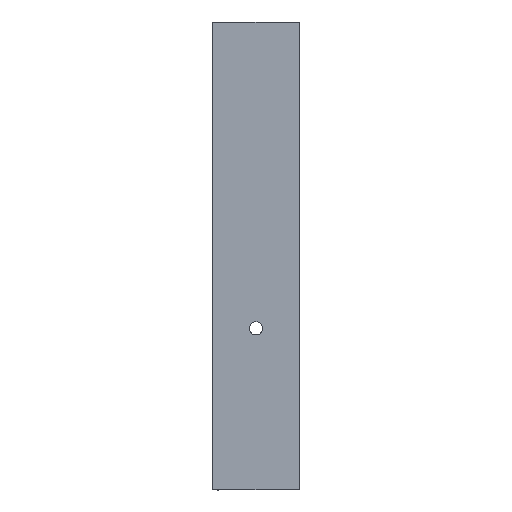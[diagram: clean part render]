
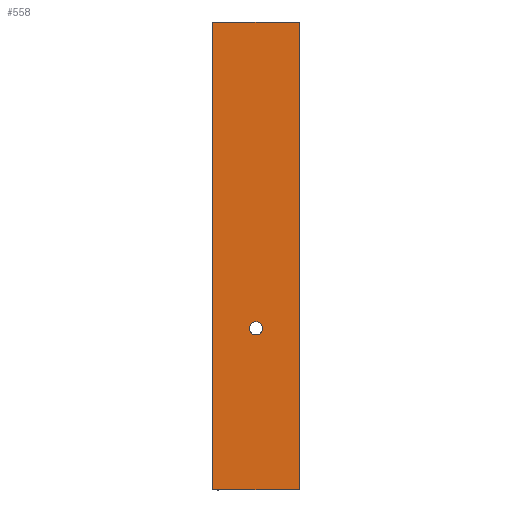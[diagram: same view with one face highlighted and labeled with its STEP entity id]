
A CAD part, front view. The second image highlights one B-rep face of the part: STEP entity #558.
In plain terms, the highlighted free-form (B-spline) face has degree [1, 1] with [2, 2] control points.
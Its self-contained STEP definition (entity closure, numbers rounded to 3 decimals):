
#63 = VERTEX_POINT('',#64);
#64 = CARTESIAN_POINT('',(0.,0.,-930.023));
#82 = VERTEX_POINT('',#83);
#83 = CARTESIAN_POINT('',(0.,0.,-970.947));
#88 = EDGE_CURVE('',#82,#63,#89,.T.);
#89 = ( BOUNDED_CURVE() B_SPLINE_CURVE(2,(#90,#91,#92,#93,#94),
.UNSPECIFIED.,.F.,.F.) B_SPLINE_CURVE_WITH_KNOTS((3,2,3),(3.142,
4.712,6.283),.PIECEWISE_BEZIER_KNOTS.) CURVE() 
GEOMETRIC_REPRESENTATION_ITEM() RATIONAL_B_SPLINE_CURVE((1.,
0.707,1.,0.707,1.)) REPRESENTATION_ITEM('') );
#90 = CARTESIAN_POINT('',(0.,0.,-970.947));
#91 = CARTESIAN_POINT('',(-20.462,0.,-970.947));
#92 = CARTESIAN_POINT('',(-20.462,0.,-950.485));
#93 = CARTESIAN_POINT('',(-20.462,0.,-930.023));
#94 = CARTESIAN_POINT('',(0.,0.,-930.023));
#187 = VERTEX_POINT('',#188);
#188 = CARTESIAN_POINT('',(-134.124,0.,-1452.13));
#193 = EDGE_CURVE('',#187,#194,#196,.T.);
#194 = VERTEX_POINT('',#195);
#195 = CARTESIAN_POINT('',(-134.124,0.,0.));
#196 = B_SPLINE_CURVE_WITH_KNOTS('',1,(#197,#198),.UNSPECIFIED.,.F.,.F.,
  (2,2),(0.,1100.),.PIECEWISE_BEZIER_KNOTS.);
#197 = CARTESIAN_POINT('',(-134.124,0.,-1452.13));
#198 = CARTESIAN_POINT('',(-134.124,0.,0.));
#535 = VERTEX_POINT('',#536);
#536 = CARTESIAN_POINT('',(134.124,0.,0.));
#541 = EDGE_CURVE('',#542,#535,#544,.T.);
#542 = VERTEX_POINT('',#543);
#543 = CARTESIAN_POINT('',(134.124,0.,-1452.13));
#544 = B_SPLINE_CURVE_WITH_KNOTS('',1,(#545,#546),.UNSPECIFIED.,.F.,.F.,
  (2,2),(0.,1100.),.PIECEWISE_BEZIER_KNOTS.);
#545 = CARTESIAN_POINT('',(134.124,0.,-1452.13));
#546 = CARTESIAN_POINT('',(134.124,0.,0.));
#558 = ADVANCED_FACE('',(#559,#570),#584,.T.);
#559 = FACE_BOUND('',#560,.T.);
#560 = EDGE_LOOP('',(#561,#569));
#561 = ORIENTED_EDGE('',*,*,#562,.T.);
#562 = EDGE_CURVE('',#63,#82,#563,.T.);
#563 = ( BOUNDED_CURVE() B_SPLINE_CURVE(2,(#564,#565,#566,#567,#568),
.UNSPECIFIED.,.F.,.F.) B_SPLINE_CURVE_WITH_KNOTS((3,2,3),(0.,
1.571,3.142),.PIECEWISE_BEZIER_KNOTS.) CURVE() 
GEOMETRIC_REPRESENTATION_ITEM() RATIONAL_B_SPLINE_CURVE((1.,
0.707,1.,0.707,1.)) REPRESENTATION_ITEM('') );
#564 = CARTESIAN_POINT('',(0.,0.,-930.023));
#565 = CARTESIAN_POINT('',(20.462,0.,-930.023));
#566 = CARTESIAN_POINT('',(20.462,0.,-950.485));
#567 = CARTESIAN_POINT('',(20.462,0.,-970.947));
#568 = CARTESIAN_POINT('',(0.,0.,-970.947));
#569 = ORIENTED_EDGE('',*,*,#88,.T.);
#570 = FACE_BOUND('',#571,.T.);
#571 = EDGE_LOOP('',(#572,#577,#578,#583));
#572 = ORIENTED_EDGE('',*,*,#573,.F.);
#573 = EDGE_CURVE('',#194,#535,#574,.T.);
#574 = B_SPLINE_CURVE_WITH_KNOTS('',1,(#575,#576),.UNSPECIFIED.,.F.,.F.,
  (2,2),(0.,203.2),.PIECEWISE_BEZIER_KNOTS.);
#575 = CARTESIAN_POINT('',(-134.124,0.,0.));
#576 = CARTESIAN_POINT('',(134.124,0.,0.));
#577 = ORIENTED_EDGE('',*,*,#193,.F.);
#578 = ORIENTED_EDGE('',*,*,#579,.T.);
#579 = EDGE_CURVE('',#187,#542,#580,.T.);
#580 = B_SPLINE_CURVE_WITH_KNOTS('',1,(#581,#582),.UNSPECIFIED.,.F.,.F.,
  (2,2),(0.,203.2),.PIECEWISE_BEZIER_KNOTS.);
#581 = CARTESIAN_POINT('',(-134.124,0.,-1452.13));
#582 = CARTESIAN_POINT('',(134.124,0.,-1452.13));
#583 = ORIENTED_EDGE('',*,*,#541,.T.);
#584 = B_SPLINE_SURFACE_WITH_KNOTS('',1,1,(
    (#585,#586)
    ,(#587,#588
    )),.UNSPECIFIED.,.F.,.F.,.F.,(2,2),(2,2),(-1100.,0.),(0.,203.2),
  .PIECEWISE_BEZIER_KNOTS.);
#585 = CARTESIAN_POINT('',(-134.124,0.,0.));
#586 = CARTESIAN_POINT('',(134.124,0.,0.));
#587 = CARTESIAN_POINT('',(-134.124,0.,-1452.13));
#588 = CARTESIAN_POINT('',(134.124,0.,-1452.13));
